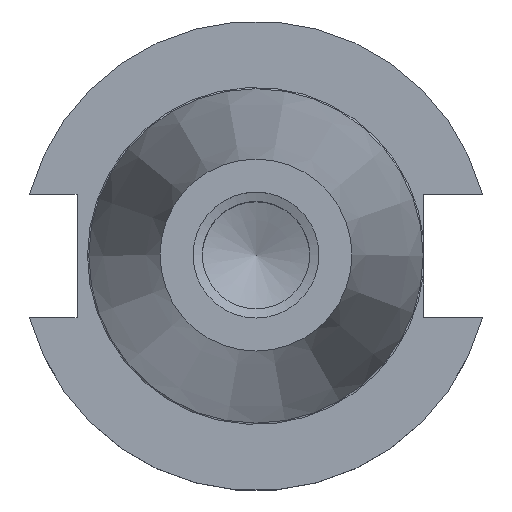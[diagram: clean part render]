
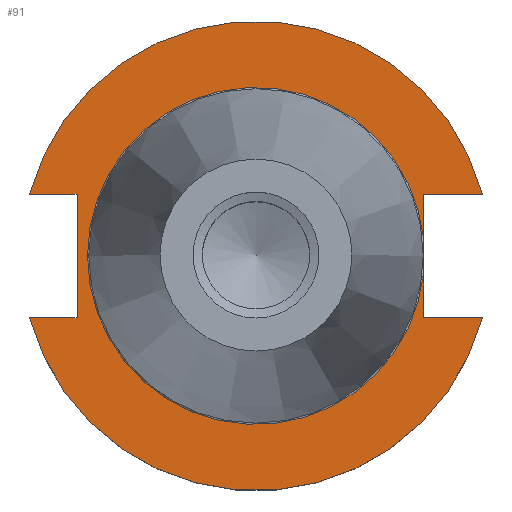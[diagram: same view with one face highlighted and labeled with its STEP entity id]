
A CAD part, top view. The second image highlights one B-rep face of the part: STEP entity #91.
In plain terms, the highlighted planar face has unit normal (0, 0, 1).
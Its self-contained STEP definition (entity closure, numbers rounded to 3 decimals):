
#68=FACE_OUTER_BOUND('',#170,.T.);
#91=ADVANCED_FACE('',(#68),#124,.F.);
#124=PLANE('',#636);
#170=EDGE_LOOP('',(#268,#269,#270,#271,#272,#273,#274,#275,#276,#277));
#216=CIRCLE('',#627,49.2);
#218=CIRCLE('',#630,49.2);
#221=CIRCLE('',#635,35.3);
#268=ORIENTED_EDGE('',*,*,#474,.F.);
#269=ORIENTED_EDGE('',*,*,#460,.F.);
#270=ORIENTED_EDGE('',*,*,#475,.T.);
#271=ORIENTED_EDGE('',*,*,#464,.F.);
#272=ORIENTED_EDGE('',*,*,#476,.F.);
#273=ORIENTED_EDGE('',*,*,#477,.T.);
#274=ORIENTED_EDGE('',*,*,#478,.T.);
#275=ORIENTED_EDGE('',*,*,#479,.T.);
#276=ORIENTED_EDGE('',*,*,#480,.T.);
#277=ORIENTED_EDGE('',*,*,#468,.F.);
#404=VERTEX_POINT('',#886);
#405=VERTEX_POINT('',#887);
#407=VERTEX_POINT('',#893);
#408=VERTEX_POINT('',#895);
#410=VERTEX_POINT('',#901);
#412=VERTEX_POINT('',#904);
#416=VERTEX_POINT('',#918);
#417=VERTEX_POINT('',#920);
#418=VERTEX_POINT('',#922);
#419=VERTEX_POINT('',#924);
#460=EDGE_CURVE('',#404,#405,#533,.T.);
#464=EDGE_CURVE('',#407,#408,#216,.T.);
#468=EDGE_CURVE('',#410,#412,#218,.T.);
#474=EDGE_CURVE('',#405,#410,#542,.T.);
#475=EDGE_CURVE('',#404,#408,#543,.T.);
#476=EDGE_CURVE('',#416,#407,#544,.T.);
#477=EDGE_CURVE('',#416,#417,#545,.T.);
#478=EDGE_CURVE('',#417,#418,#221,.T.);
#479=EDGE_CURVE('',#418,#419,#546,.T.);
#480=EDGE_CURVE('',#419,#412,#547,.T.);
#533=LINE('',#885,#570);
#542=LINE('',#915,#579);
#543=LINE('',#916,#580);
#544=LINE('',#917,#581);
#545=LINE('',#919,#582);
#546=LINE('',#923,#583);
#547=LINE('',#925,#584);
#570=VECTOR('',#709,1.);
#579=VECTOR('',#736,1.);
#580=VECTOR('',#737,1.);
#581=VECTOR('',#738,1.);
#582=VECTOR('',#739,1.);
#583=VECTOR('',#742,1.);
#584=VECTOR('',#743,1.);
#627=AXIS2_PLACEMENT_3D('',#894,#715,#716);
#630=AXIS2_PLACEMENT_3D('',#903,#723,#724);
#635=AXIS2_PLACEMENT_3D('',#921,#740,#741);
#636=AXIS2_PLACEMENT_3D('',#926,#744,#745);
#709=DIRECTION('',(0.,1.,0.));
#715=DIRECTION('',(0.,0.,-1.));
#716=DIRECTION('',(-1.,0.,0.));
#723=DIRECTION('',(0.,0.,-1.));
#724=DIRECTION('',(-1.,0.,0.));
#736=DIRECTION('',(-1.,0.,0.));
#737=DIRECTION('',(-1.,0.,0.));
#738=DIRECTION('',(1.,0.,0.));
#739=DIRECTION('',(0.,1.,0.));
#740=DIRECTION('',(0.,0.,-1.));
#741=DIRECTION('',(-1.,0.,0.));
#742=DIRECTION('',(0.,1.,0.));
#743=DIRECTION('',(1.,0.,0.));
#744=DIRECTION('',(0.,0.,-1.));
#745=DIRECTION('',(-1.,0.,0.));
#885=CARTESIAN_POINT('',(-37.5,34.7,-3.18));
#886=CARTESIAN_POINT('',(-37.5,-12.903,-3.18));
#887=CARTESIAN_POINT('',(-37.5,12.903,-3.18));
#893=CARTESIAN_POINT('',(47.478,-12.903,-3.18));
#894=CARTESIAN_POINT('',(0.,0.,-3.18));
#895=CARTESIAN_POINT('',(-47.478,-12.903,-3.18));
#901=CARTESIAN_POINT('',(-47.478,12.903,-3.18));
#903=CARTESIAN_POINT('',(0.,0.,-3.18));
#904=CARTESIAN_POINT('',(47.478,12.903,-3.18));
#915=CARTESIAN_POINT('',(0.,12.903,-3.18));
#916=CARTESIAN_POINT('',(-59.2,-12.903,-3.18));
#917=CARTESIAN_POINT('',(0.,-12.903,-3.18));
#918=CARTESIAN_POINT('',(35.1,-12.903,-3.18));
#919=CARTESIAN_POINT('',(35.1,34.7,-3.18));
#920=CARTESIAN_POINT('',(35.1,-3.752,-3.18));
#921=CARTESIAN_POINT('',(0.,0.,-3.18));
#922=CARTESIAN_POINT('',(35.1,3.752,-3.18));
#923=CARTESIAN_POINT('',(35.1,34.7,-3.18));
#924=CARTESIAN_POINT('',(35.1,12.903,-3.18));
#925=CARTESIAN_POINT('',(59.2,12.903,-3.18));
#926=CARTESIAN_POINT('',(0.,34.7,-3.18));
